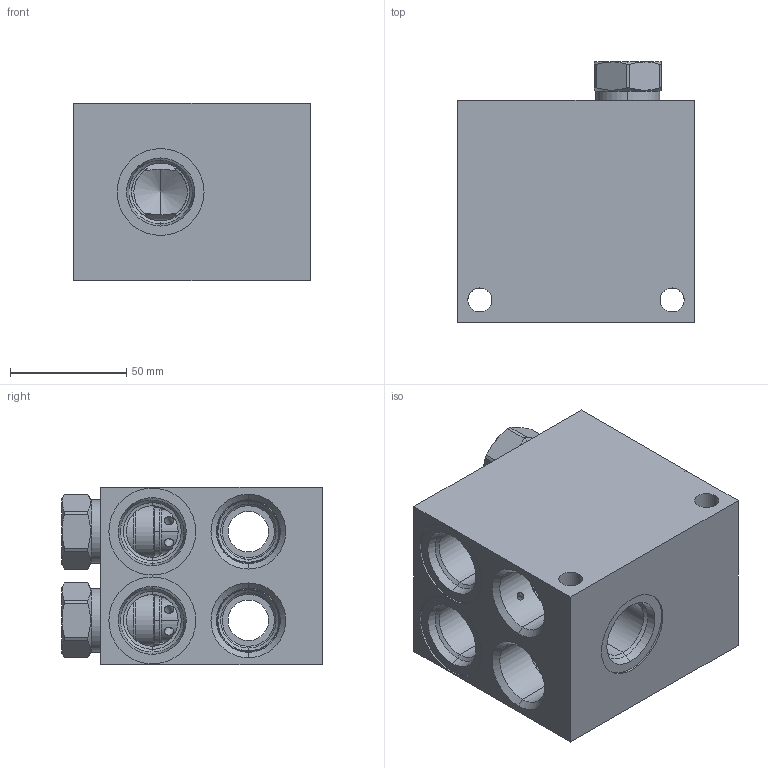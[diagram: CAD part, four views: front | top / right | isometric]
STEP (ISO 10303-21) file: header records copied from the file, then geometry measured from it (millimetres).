
FILE_DESCRIPTION((''),'2;1');
FILE_NAME('BML_ASM','2020-01-14T',('ProEService'),(''),'PRO/ENGINEER BY PARAMETRIC TECHNOLOGY CORPORATION, 2014200','PRO/ENGINEER BY PARAMETRIC TECHNOLOGY CORPORATION, 2014200','');
FILE_SCHEMA(('CONFIG_CONTROL_DESIGN'));
Length unit declared in the file: inch
Products named in the file (3): 150-052-004; CXEDXCN; BML_ASM
Assembly tree (3 placements, depth 2):
  BML_ASM
    150-052-004
    CXEDXCN  x2
Bounding box: 101.6 x 111.91 x 76.2 mm (x, y, z)
Volume: 563664.4 mm3; surface area: 101893.3 mm2
Topology: 7 solids, 9 shells, 513 faces, 1499 edges, 1143 vertices
Faces by surface type: cylinder 218, cone 114, plane 105, torus 52, revolution 16, sphere 8
Entity records: 13773 total; most frequent: CARTESIAN_POINT 4213, DIRECTION 2059, ORIENTED_EDGE 1610, EDGE_CURVE 805, AXIS2_PLACEMENT_3D 740, VECTOR 571, LINE 571, VERTEX_POINT 491
